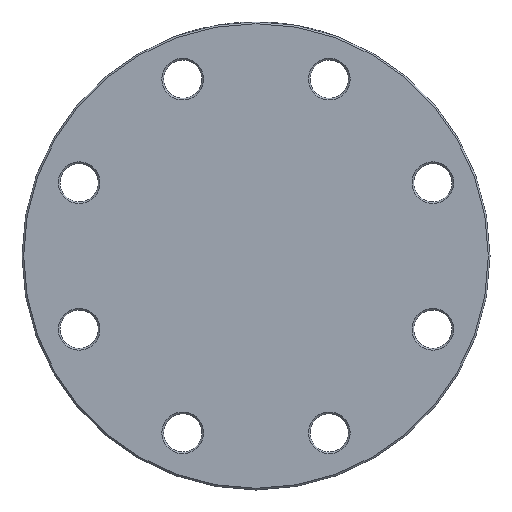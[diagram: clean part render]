
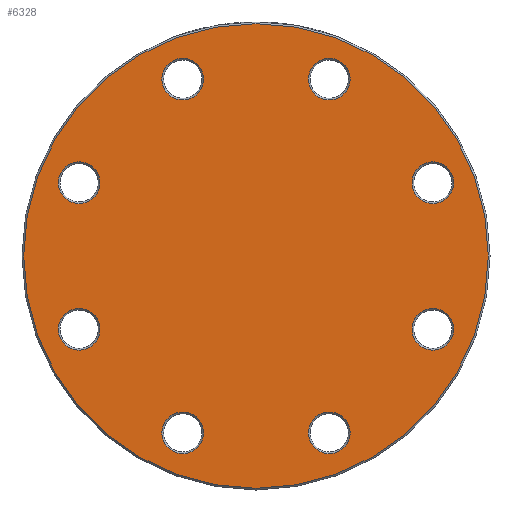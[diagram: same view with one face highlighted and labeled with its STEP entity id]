
A CAD part, left-side view. The second image highlights one B-rep face of the part: STEP entity #6328.
In plain terms, the highlighted planar face has unit normal (-1, 0, 0).
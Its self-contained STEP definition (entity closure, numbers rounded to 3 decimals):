
#17 = CARTESIAN_POINT ( 'NONE',  ( 0., -34.442, 73.349 ) ) ;
#66 = ORIENTED_EDGE ( 'NONE', *, *, #2339, .T. ) ;
#90 = EDGE_LOOP ( 'NONE', ( #2461 ) ) ;
#307 = DIRECTION ( 'NONE',  ( 0., 0., -1. ) ) ;
#364 = EDGE_LOOP ( 'NONE', ( #66 ) ) ;
#422 = FACE_BOUND ( 'NONE', #1197, .T. ) ;
#432 = AXIS2_PLACEMENT_3D ( 'NONE', #5139, #5105, #307 ) ;
#437 = CARTESIAN_POINT ( 'NONE',  ( 0., 83.149, -34.442 ) ) ;
#532 = FACE_BOUND ( 'NONE', #364, .T. ) ;
#599 = DIRECTION ( 'NONE',  ( 1., 0., 0. ) ) ;
#641 = EDGE_CURVE ( 'NONE', #5096, #5096, #2553, .T. ) ;
#691 = DIRECTION ( 'NONE',  ( 1., 0., 0. ) ) ;
#692 = CIRCLE ( 'NONE', #1602, 109.2 ) ;
#888 = AXIS2_PLACEMENT_3D ( 'NONE', #5313, #2622, #5346 ) ;
#964 = FACE_OUTER_BOUND ( 'NONE', #3724, .T. ) ;
#975 = DIRECTION ( 'NONE',  ( 0., 0., -1. ) ) ;
#1197 = EDGE_LOOP ( 'NONE', ( #4346 ) ) ;
#1267 = CARTESIAN_POINT ( 'NONE',  ( 0., 0., -109.2 ) ) ;
#1332 = VERTEX_POINT ( 'NONE', #1834 ) ;
#1460 = ORIENTED_EDGE ( 'NONE', *, *, #641, .T. ) ;
#1531 = DIRECTION ( 'NONE',  ( 0., 0., -1. ) ) ;
#1602 = AXIS2_PLACEMENT_3D ( 'NONE', #3838, #2180, #4373 ) ;
#1774 = EDGE_CURVE ( 'NONE', #5632, #5632, #4684, .T. ) ;
#1834 = CARTESIAN_POINT ( 'NONE',  ( 0., -83.149, -44.242 ) ) ;
#1953 = CARTESIAN_POINT ( 'NONE',  ( 0., 34.442, 83.149 ) ) ;
#2097 = FACE_BOUND ( 'NONE', #3010, .T. ) ;
#2180 = DIRECTION ( 'NONE',  ( -1., 0., 0. ) ) ;
#2317 = ORIENTED_EDGE ( 'NONE', *, *, #2944, .T. ) ;
#2339 = EDGE_CURVE ( 'NONE', #6234, #6234, #6550, .T. ) ;
#2359 = AXIS2_PLACEMENT_3D ( 'NONE', #1953, #2529, #4110 ) ;
#2442 = ORIENTED_EDGE ( 'NONE', *, *, #1774, .T. ) ;
#2461 = ORIENTED_EDGE ( 'NONE', *, *, #4430, .T. ) ;
#2481 = CIRCLE ( 'NONE', #6446, 9.8 ) ;
#2529 = DIRECTION ( 'NONE',  ( 1., 0., 0. ) ) ;
#2553 = CIRCLE ( 'NONE', #6515, 9.8 ) ;
#2622 = DIRECTION ( 'NONE',  ( 1., 0., 0. ) ) ;
#2713 = CIRCLE ( 'NONE', #888, 9.8 ) ;
#2730 = ORIENTED_EDGE ( 'NONE', *, *, #3856, .T. ) ;
#2818 = EDGE_CURVE ( 'NONE', #6133, #6133, #6737, .T. ) ;
#2944 = EDGE_CURVE ( 'NONE', #4092, #4092, #692, .T. ) ;
#3007 = VERTEX_POINT ( 'NONE', #5165 ) ;
#3010 = EDGE_LOOP ( 'NONE', ( #1460 ) ) ;
#3110 = EDGE_LOOP ( 'NONE', ( #2730 ) ) ;
#3126 = CARTESIAN_POINT ( 'NONE',  ( 0., 83.149, 34.442 ) ) ;
#3158 = AXIS2_PLACEMENT_3D ( 'NONE', #4253, #599, #6949 ) ;
#3200 = ORIENTED_EDGE ( 'NONE', *, *, #6194, .T. ) ;
#3281 = VERTEX_POINT ( 'NONE', #17 ) ;
#3437 = VERTEX_POINT ( 'NONE', #5602 ) ;
#3571 = EDGE_LOOP ( 'NONE', ( #3200 ) ) ;
#3626 = FACE_BOUND ( 'NONE', #3571, .T. ) ;
#3724 = EDGE_LOOP ( 'NONE', ( #2317 ) ) ;
#3730 = PLANE ( 'NONE',  #3829 ) ;
#3764 = FACE_BOUND ( 'NONE', #3110, .T. ) ;
#3829 = AXIS2_PLACEMENT_3D ( 'NONE', #6397, #6465, #1531 ) ;
#3838 = CARTESIAN_POINT ( 'NONE',  ( 0., 0., 0. ) ) ;
#3856 = EDGE_CURVE ( 'NONE', #3437, #3437, #2713, .T. ) ;
#4024 = CARTESIAN_POINT ( 'NONE',  ( 0., -83.149, 24.642 ) ) ;
#4092 = VERTEX_POINT ( 'NONE', #1267 ) ;
#4110 = DIRECTION ( 'NONE',  ( 0., 0., -1. ) ) ;
#4219 = FACE_BOUND ( 'NONE', #6231, .T. ) ;
#4253 = CARTESIAN_POINT ( 'NONE',  ( 0., 34.442, -83.149 ) ) ;
#4258 = FACE_BOUND ( 'NONE', #4632, .T. ) ;
#4294 = FACE_BOUND ( 'NONE', #90, .T. ) ;
#4346 = ORIENTED_EDGE ( 'NONE', *, *, #2818, .T. ) ;
#4373 = DIRECTION ( 'NONE',  ( 0., 0., -1. ) ) ;
#4391 = DIRECTION ( 'NONE',  ( 0., 0., -1. ) ) ;
#4428 = DIRECTION ( 'NONE',  ( 1., 0., 0. ) ) ;
#4430 = EDGE_CURVE ( 'NONE', #1332, #1332, #2481, .T. ) ;
#4632 = EDGE_LOOP ( 'NONE', ( #6441 ) ) ;
#4684 = CIRCLE ( 'NONE', #6617, 9.8 ) ;
#4995 = AXIS2_PLACEMENT_3D ( 'NONE', #6092, #4428, #4391 ) ;
#5096 = VERTEX_POINT ( 'NONE', #6164 ) ;
#5105 = DIRECTION ( 'NONE',  ( 1., 0., 0. ) ) ;
#5139 = CARTESIAN_POINT ( 'NONE',  ( 0., -34.442, 83.149 ) ) ;
#5165 = CARTESIAN_POINT ( 'NONE',  ( 0., 34.442, 73.349 ) ) ;
#5288 = DIRECTION ( 'NONE',  ( 0., 0., -1. ) ) ;
#5313 = CARTESIAN_POINT ( 'NONE',  ( 0., -34.442, -83.149 ) ) ;
#5346 = DIRECTION ( 'NONE',  ( 0., 0., -1. ) ) ;
#5569 = CARTESIAN_POINT ( 'NONE',  ( 0., 34.442, -92.949 ) ) ;
#5602 = CARTESIAN_POINT ( 'NONE',  ( 0., -34.442, -92.949 ) ) ;
#5632 = VERTEX_POINT ( 'NONE', #6728 ) ;
#5874 = CIRCLE ( 'NONE', #2359, 9.8 ) ;
#5982 = CIRCLE ( 'NONE', #432, 9.8 ) ;
#6092 = CARTESIAN_POINT ( 'NONE',  ( 0., -83.149, 34.442 ) ) ;
#6122 = DIRECTION ( 'NONE',  ( 0., 0., -1. ) ) ;
#6133 = VERTEX_POINT ( 'NONE', #4024 ) ;
#6164 = CARTESIAN_POINT ( 'NONE',  ( 0., 83.149, 24.642 ) ) ;
#6186 = CARTESIAN_POINT ( 'NONE',  ( 0., -83.149, -34.442 ) ) ;
#6194 = EDGE_CURVE ( 'NONE', #3007, #3007, #5874, .T. ) ;
#6231 = EDGE_LOOP ( 'NONE', ( #2442 ) ) ;
#6234 = VERTEX_POINT ( 'NONE', #5569 ) ;
#6328 = ADVANCED_FACE ( 'NONE', ( #964, #2097, #3626, #4258, #422, #4294, #3764, #532, #4219 ), #3730, .F. ) ;
#6357 = DIRECTION ( 'NONE',  ( 1., 0., 0. ) ) ;
#6397 = CARTESIAN_POINT ( 'NONE',  ( 0., 0., 0. ) ) ;
#6407 = DIRECTION ( 'NONE',  ( 1., 0., 0. ) ) ;
#6441 = ORIENTED_EDGE ( 'NONE', *, *, #6669, .T. ) ;
#6446 = AXIS2_PLACEMENT_3D ( 'NONE', #6186, #691, #6122 ) ;
#6465 = DIRECTION ( 'NONE',  ( 1., 0., 0. ) ) ;
#6515 = AXIS2_PLACEMENT_3D ( 'NONE', #3126, #6357, #5288 ) ;
#6550 = CIRCLE ( 'NONE', #3158, 9.8 ) ;
#6617 = AXIS2_PLACEMENT_3D ( 'NONE', #437, #6407, #975 ) ;
#6669 = EDGE_CURVE ( 'NONE', #3281, #3281, #5982, .T. ) ;
#6728 = CARTESIAN_POINT ( 'NONE',  ( 0., 83.149, -44.242 ) ) ;
#6737 = CIRCLE ( 'NONE', #4995, 9.8 ) ;
#6949 = DIRECTION ( 'NONE',  ( 0., 0., -1. ) ) ;
